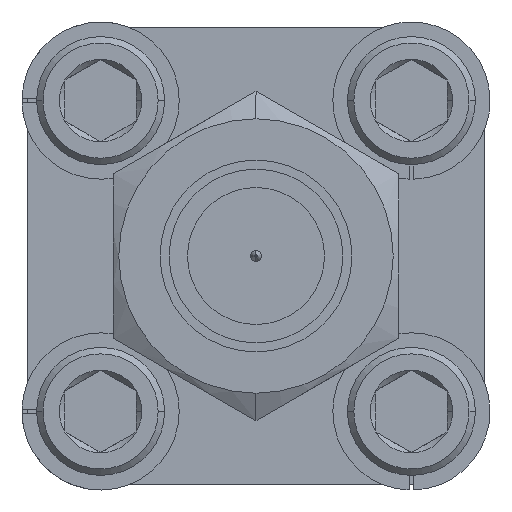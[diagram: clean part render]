
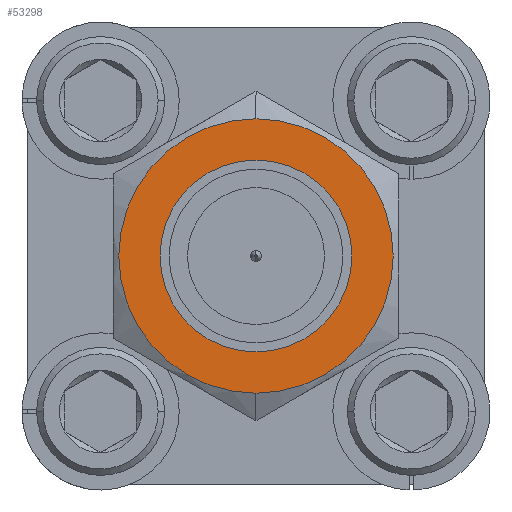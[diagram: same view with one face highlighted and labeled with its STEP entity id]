
A CAD part, left-side view. The second image highlights one B-rep face of the part: STEP entity #53298.
In plain terms, the highlighted planar face has unit normal (-1, 0, 0).
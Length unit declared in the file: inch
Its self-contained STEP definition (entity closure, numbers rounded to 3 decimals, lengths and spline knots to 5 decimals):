
#2045 = DIRECTION ( 'NONE',  ( -1., 0., 0. ) ) ;
#2437 = VERTEX_POINT ( 'NONE', #42317 ) ;
#2919 = AXIS2_PLACEMENT_3D ( 'NONE', #6693, #39638, #58666 ) ;
#4394 = DIRECTION ( 'NONE',  ( 0., 0., -1. ) ) ;
#5535 = CARTESIAN_POINT ( 'NONE',  ( -2.01916, -0.15105, 0.96511 ) ) ;
#5732 = EDGE_CURVE ( 'NONE', #38365, #9537, #40808, .T. ) ;
#6693 = CARTESIAN_POINT ( 'NONE',  ( -2.01916, -0.15105, 0.81498 ) ) ;
#6873 = DIRECTION ( 'NONE',  ( 0., 0., -1. ) ) ;
#8381 = CIRCLE ( 'NONE', #25650, 0.15013 ) ;
#8597 = EDGE_LOOP ( 'NONE', ( #47360, #59952 ) ) ;
#9404 = DIRECTION ( 'NONE',  ( 1., 0., 0. ) ) ;
#9537 = VERTEX_POINT ( 'NONE', #5535 ) ;
#11247 = PLANE ( 'NONE',  #55174 ) ;
#13403 = ORIENTED_EDGE ( 'NONE', *, *, #38438, .F. ) ;
#13902 = EDGE_LOOP ( 'NONE', ( #61445, #13403 ) ) ;
#16061 = CARTESIAN_POINT ( 'NONE',  ( -2.01916, -0.15105, 0.81498 ) ) ;
#19375 = EDGE_CURVE ( 'NONE', #47359, #2437, #35236, .T. ) ;
#19389 = CIRCLE ( 'NONE', #2919, 0.105 ) ;
#19696 = AXIS2_PLACEMENT_3D ( 'NONE', #56962, #28350, #4394 ) ;
#21015 = DIRECTION ( 'NONE',  ( -1., 0., 0. ) ) ;
#21564 = CARTESIAN_POINT ( 'NONE',  ( -2.01916, -0.15105, 0.70998 ) ) ;
#25593 = CARTESIAN_POINT ( 'NONE',  ( -2.01916, -0.15105, 0.81498 ) ) ;
#25650 = AXIS2_PLACEMENT_3D ( 'NONE', #37934, #9404, #6873 ) ;
#28350 = DIRECTION ( 'NONE',  ( 1., 0., 0. ) ) ;
#33741 = CARTESIAN_POINT ( 'NONE',  ( -2.01916, -0.15105, 0.66484 ) ) ;
#35236 = CIRCLE ( 'NONE', #54234, 0.105 ) ;
#37934 = CARTESIAN_POINT ( 'NONE',  ( -2.01916, -0.15105, 0.81498 ) ) ;
#38365 = VERTEX_POINT ( 'NONE', #33741 ) ;
#38438 = EDGE_CURVE ( 'NONE', #9537, #38365, #8381, .T. ) ;
#39638 = DIRECTION ( 'NONE',  ( -1., 0., 0. ) ) ;
#39954 = DIRECTION ( 'NONE',  ( 0., 0., 1. ) ) ;
#40004 = FACE_BOUND ( 'NONE', #8597, .T. ) ;
#40808 = CIRCLE ( 'NONE', #19696, 0.15013 ) ;
#41483 = FACE_OUTER_BOUND ( 'NONE', #13902, .T. ) ;
#42317 = CARTESIAN_POINT ( 'NONE',  ( -2.01916, -0.15105, 0.91998 ) ) ;
#46287 = EDGE_CURVE ( 'NONE', #2437, #47359, #19389, .T. ) ;
#47359 = VERTEX_POINT ( 'NONE', #21564 ) ;
#47360 = ORIENTED_EDGE ( 'NONE', *, *, #19375, .F. ) ;
#49333 = DIRECTION ( 'NONE',  ( 0., 0., 1. ) ) ;
#53298 = ADVANCED_FACE ( 'NONE', ( #40004, #41483 ), #11247, .T. ) ;
#54234 = AXIS2_PLACEMENT_3D ( 'NONE', #16061, #2045, #49333 ) ;
#55174 = AXIS2_PLACEMENT_3D ( 'NONE', #25593, #21015, #39954 ) ;
#56962 = CARTESIAN_POINT ( 'NONE',  ( -2.01916, -0.15105, 0.81498 ) ) ;
#58666 = DIRECTION ( 'NONE',  ( 0., 0., 1. ) ) ;
#59952 = ORIENTED_EDGE ( 'NONE', *, *, #46287, .F. ) ;
#61445 = ORIENTED_EDGE ( 'NONE', *, *, #5732, .F. ) ;
